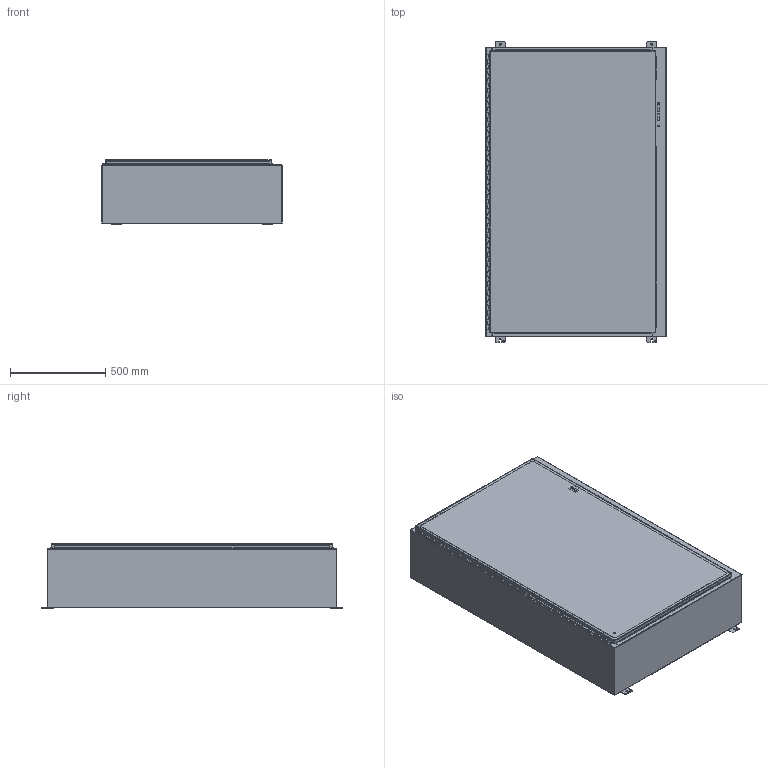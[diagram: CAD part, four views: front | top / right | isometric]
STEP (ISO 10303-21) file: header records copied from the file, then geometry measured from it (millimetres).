
FILE_DESCRIPTION(/* description */ ('SSN4X_A BACK AND SIDES, 316 S.S., (60X37X12)'),/* implementation_level */ '2;1');
FILE_NAME(/* name */ 'SSN4X603712A.stp',/* time_stamp */ '2016-10-13T21:27:00+06:00',/* author */ ('vdas'),/* organization */ (''),/* preprocessor_version */ 'ST-DEVELOPER v16.1',/* originating_system */ 'Autodesk Inventor 2016',/* authorisation */ '');
FILE_SCHEMA (('AUTOMOTIVE_DESIGN { 1 0 10303 214 3 1 1 }'));
Length unit declared in the file: inch
Products named in the file (16): SSN4X603712ABLR; 38859; 34839; SSN4X6037ALID; HFW3883; HFW3093; 349129; 38846; SSN4X3712ATOP; SSN4X3712ABTM; 32874-60T; 32874-60L; 32874-60P; 32874-60; SSN4X6037AFIP; SSN4X603712A
Assembly tree (27 placements, depth 3):
  SSN4X603712A
    SSN4X603712ABLR
    38859  x8
    34839  x4
    SSN4X6037ALID
    HFW3883  x2
    HFW3093
    349129  x2
    38846
    SSN4X3712ATOP
    SSN4X3712ABTM
    32874-60
      32874-60T
      32874-60L
      32874-60P
    SSN4X6037AFIP
Bounding box: 949.33 x 1587.5 x 337.85 mm (x, y, z)
Volume: 9447356.1 mm3; surface area: 9764231.2 mm2
Topology: 26 solids, 26 shells, 1098 faces, 2906 edges, 1877 vertices
Faces by surface type: plane 685, cylinder 343, cone 30, torus 28, bspline 12
Full cylindrical faces by diameter (mm): 3.048 x1, 3.962 x2, 4.826 x2, 6.35 x1, 7.137 x2, 7.95 x4, 8.382 x16, 8.56 x3, 11.125 x4, 15.875 x8
Entity records: 31833 total; most frequent: CARTESIAN_POINT 5846, DIRECTION 5197, ORIENTED_EDGE 5196, EDGE_CURVE 2598, LINE 1887, VECTOR 1887, VERTEX_POINT 1692, AXIS2_PLACEMENT_3D 1655
